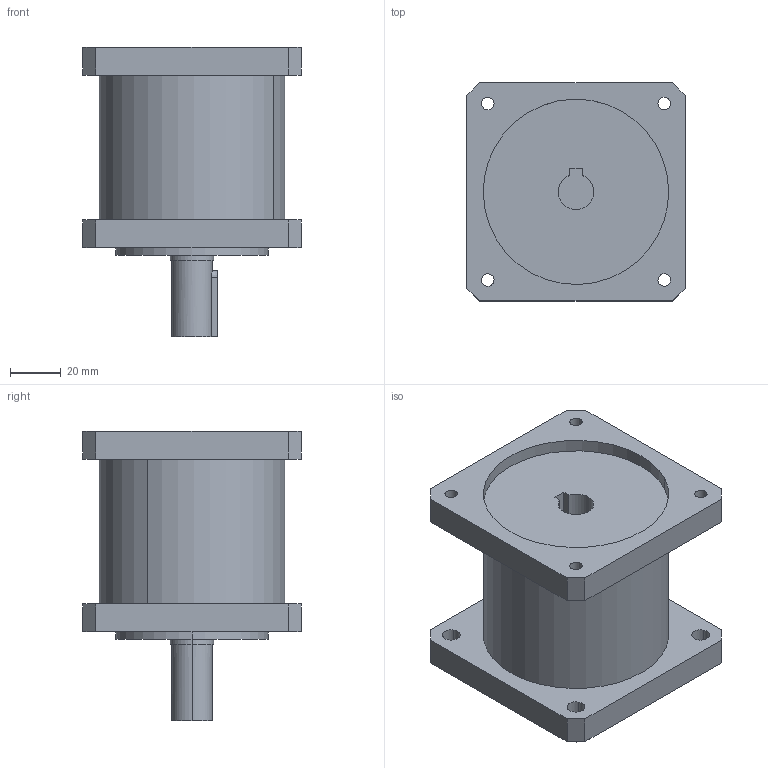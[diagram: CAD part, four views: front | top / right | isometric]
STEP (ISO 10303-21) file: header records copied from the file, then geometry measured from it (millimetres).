
FILE_DESCRIPTION(('CATIA V5 STEP Exchange'),'2;1');
FILE_NAME('MOTOR REDUCTORA.stp','2019-02-19T20:57:06+00:00',('none'),('none'),'CATIA Version 5 Release 20 SP 7 (IN-10)','CATIA V5 STEP AP203','none');
FILE_SCHEMA(('CONFIG_CONTROL_DESIGN'));
Length unit declared in the file: millimetre
Products named in the file (1): REDUCTORA
Bounding box: 86 x 86 x 114 mm (x, y, z)
Volume: 385813.3 mm3; surface area: 47876.3 mm2
Topology: 1 solids, 1 shells, 60 faces, 152 edges, 101 vertices
Faces by surface type: plane 31, cylinder 27, extrusion 2
Entity records: 1780 total; most frequent: CARTESIAN_POINT 336, ORIENTED_EDGE 304, DIRECTION 228, EDGE_CURVE 152, VERTEX_POINT 101, AXIS2_PLACEMENT_3D 95, VECTOR 94, LINE 92
